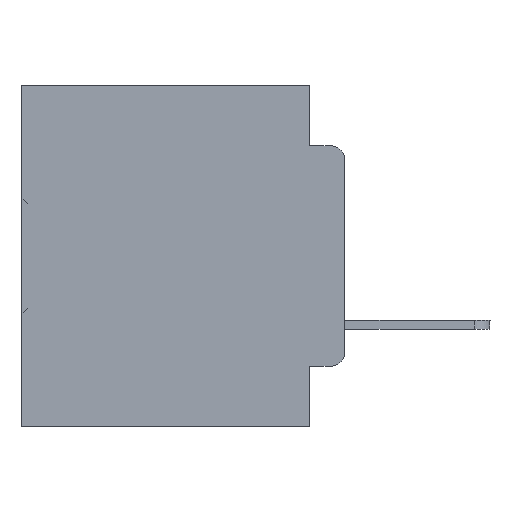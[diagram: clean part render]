
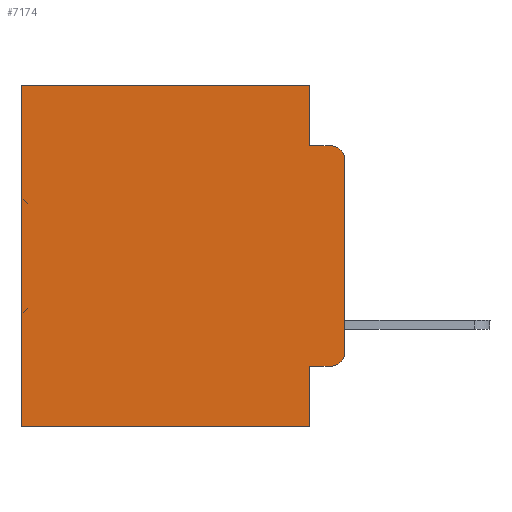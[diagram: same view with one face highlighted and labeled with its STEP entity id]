
A CAD part, left-side view. The second image highlights one B-rep face of the part: STEP entity #7174.
In plain terms, the highlighted planar face has unit normal (-1, 0, 0).
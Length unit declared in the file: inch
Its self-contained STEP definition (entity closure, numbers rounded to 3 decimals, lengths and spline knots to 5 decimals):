
#13 = CIRCLE ( 'NONE', #13044, 0.02 ) ;
#149 = VECTOR ( 'NONE', #26230, 39.37008 ) ;
#176 = ORIENTED_EDGE ( 'NONE', *, *, #5631, .F. ) ;
#1007 = CARTESIAN_POINT ( 'NONE',  ( 0.298, 0.051, -0.4115 ) ) ;
#1428 = CARTESIAN_POINT ( 'NONE',  ( 0.298, 0.02, -0.0885 ) ) ;
#2738 = EDGE_CURVE ( 'NONE', #28584, #16412, #25624, .T. ) ;
#3565 = DIRECTION ( 'NONE',  ( 0., -1., 0. ) ) ;
#3605 = CARTESIAN_POINT ( 'NONE',  ( 0.298, 0.02, -0.3915 ) ) ;
#4053 = LINE ( 'NONE', #1007, #9522 ) ;
#5631 = EDGE_CURVE ( 'NONE', #35782, #36301, #22779, .T. ) ;
#6191 = LINE ( 'NONE', #15915, #31796 ) ;
#6273 = VERTEX_POINT ( 'NONE', #27702 ) ;
#6289 = ORIENTED_EDGE ( 'NONE', *, *, #2738, .T. ) ;
#6902 = EDGE_CURVE ( 'NONE', #31957, #6273, #6191, .T. ) ;
#7174 = ADVANCED_FACE ( 'NONE', ( #8491 ), #25863, .F. ) ;
#7928 = CARTESIAN_POINT ( 'NONE',  ( 0.298, 0., -0.3915 ) ) ;
#8491 = FACE_OUTER_BOUND ( 'NONE', #12313, .T. ) ;
#8614 = DIRECTION ( 'NONE',  ( 0., 0., -1. ) ) ;
#9305 = CARTESIAN_POINT ( 'NONE',  ( 0.298, 0.473, -0.5 ) ) ;
#9430 = CARTESIAN_POINT ( 'NONE',  ( 0.298, 0.051, -0.0885 ) ) ;
#9455 = DIRECTION ( 'NONE',  ( 0., -1., 0. ) ) ;
#9522 = VECTOR ( 'NONE', #9455, 39.37008 ) ;
#9732 = ORIENTED_EDGE ( 'NONE', *, *, #32582, .T. ) ;
#10060 = DIRECTION ( 'NONE',  ( 0., 0., -1. ) ) ;
#10663 = LINE ( 'NONE', #32247, #23402 ) ;
#10920 = CARTESIAN_POINT ( 'NONE',  ( 0.298, 0., -0.5 ) ) ;
#11011 = CARTESIAN_POINT ( 'NONE',  ( 0.298, 0.473, 0. ) ) ;
#11352 = CARTESIAN_POINT ( 'NONE',  ( 0.298, 0., -0.1085 ) ) ;
#11607 = ORIENTED_EDGE ( 'NONE', *, *, #22505, .F. ) ;
#11708 = DIRECTION ( 'NONE',  ( 1., 0., 0. ) ) ;
#12223 = CARTESIAN_POINT ( 'NONE',  ( 0.298, 0.051, -0.0885 ) ) ;
#12313 = EDGE_LOOP ( 'NONE', ( #25011, #33936, #176, #12609, #9732, #14405, #11607, #33979, #17978, #6289 ) ) ;
#12542 = CARTESIAN_POINT ( 'NONE',  ( 0.298, 0., 0. ) ) ;
#12609 = ORIENTED_EDGE ( 'NONE', *, *, #30273, .F. ) ;
#12839 = CARTESIAN_POINT ( 'NONE',  ( 0.298, 0.02, -0.4115 ) ) ;
#13044 = AXIS2_PLACEMENT_3D ( 'NONE', #19418, #31542, #13813 ) ;
#13813 = DIRECTION ( 'NONE',  ( 0., 0., -1. ) ) ;
#14405 = ORIENTED_EDGE ( 'NONE', *, *, #26379, .T. ) ;
#14868 = CARTESIAN_POINT ( 'NONE',  ( 0.298, 0.051, 0. ) ) ;
#15915 = CARTESIAN_POINT ( 'NONE',  ( 0.298, 0.051, 0. ) ) ;
#16388 = VECTOR ( 'NONE', #3565, 39.37008 ) ;
#16412 = VERTEX_POINT ( 'NONE', #7928 ) ;
#16975 = VERTEX_POINT ( 'NONE', #11352 ) ;
#17237 = VECTOR ( 'NONE', #31204, 39.37008 ) ;
#17304 = DIRECTION ( 'NONE',  ( 0., 0., -1. ) ) ;
#17978 = ORIENTED_EDGE ( 'NONE', *, *, #29206, .T. ) ;
#19294 = CARTESIAN_POINT ( 'NONE',  ( 0.298, 0.051, -0.4115 ) ) ;
#19418 = CARTESIAN_POINT ( 'NONE',  ( 0.298, 0.02, -0.1085 ) ) ;
#20882 = EDGE_CURVE ( 'NONE', #16975, #16412, #21380, .T. ) ;
#20932 = DIRECTION ( 'NONE',  ( -1., 0., 0. ) ) ;
#20990 = LINE ( 'NONE', #12542, #36104 ) ;
#21309 = LINE ( 'NONE', #10920, #17237 ) ;
#21380 = LINE ( 'NONE', #30009, #32836 ) ;
#21414 = DIRECTION ( 'NONE',  ( 0., 1., 0. ) ) ;
#21794 = CARTESIAN_POINT ( 'NONE',  ( 0.298, 0.051, 0. ) ) ;
#22505 = EDGE_CURVE ( 'NONE', #6273, #35331, #21309, .T. ) ;
#22779 = LINE ( 'NONE', #9430, #16388 ) ;
#23402 = VECTOR ( 'NONE', #8614, 39.37008 ) ;
#23508 = VERTEX_POINT ( 'NONE', #21794 ) ;
#24387 = DIRECTION ( 'NONE',  ( 0., 0., -1. ) ) ;
#25011 = ORIENTED_EDGE ( 'NONE', *, *, #20882, .F. ) ;
#25624 = CIRCLE ( 'NONE', #33296, 0.02 ) ;
#25863 = PLANE ( 'NONE',  #27220 ) ;
#26230 = DIRECTION ( 'NONE',  ( 0., 0., -1. ) ) ;
#26379 = EDGE_CURVE ( 'NONE', #36397, #35331, #10663, .T. ) ;
#27064 = DIRECTION ( 'NONE',  ( 0., 0., -1. ) ) ;
#27220 = AXIS2_PLACEMENT_3D ( 'NONE', #34688, #11708, #17304 ) ;
#27702 = CARTESIAN_POINT ( 'NONE',  ( 0.298, 0.051, -0.5 ) ) ;
#28584 = VERTEX_POINT ( 'NONE', #12839 ) ;
#29206 = EDGE_CURVE ( 'NONE', #31957, #28584, #4053, .T. ) ;
#30009 = CARTESIAN_POINT ( 'NONE',  ( 0.298, 0., 0. ) ) ;
#30273 = EDGE_CURVE ( 'NONE', #23508, #35782, #31225, .T. ) ;
#31204 = DIRECTION ( 'NONE',  ( 0., 1., 0. ) ) ;
#31225 = LINE ( 'NONE', #14868, #149 ) ;
#31542 = DIRECTION ( 'NONE',  ( -1., 0., 0. ) ) ;
#31796 = VECTOR ( 'NONE', #10060, 39.37008 ) ;
#31957 = VERTEX_POINT ( 'NONE', #19294 ) ;
#32197 = EDGE_CURVE ( 'NONE', #16975, #36301, #13, .T. ) ;
#32247 = CARTESIAN_POINT ( 'NONE',  ( 0.298, 0.473, 0. ) ) ;
#32582 = EDGE_CURVE ( 'NONE', #23508, #36397, #20990, .T. ) ;
#32836 = VECTOR ( 'NONE', #27064, 39.37008 ) ;
#33296 = AXIS2_PLACEMENT_3D ( 'NONE', #3605, #20932, #24387 ) ;
#33936 = ORIENTED_EDGE ( 'NONE', *, *, #32197, .T. ) ;
#33979 = ORIENTED_EDGE ( 'NONE', *, *, #6902, .F. ) ;
#34688 = CARTESIAN_POINT ( 'NONE',  ( 0.298, 0., 0. ) ) ;
#35331 = VERTEX_POINT ( 'NONE', #9305 ) ;
#35782 = VERTEX_POINT ( 'NONE', #12223 ) ;
#36104 = VECTOR ( 'NONE', #21414, 39.37008 ) ;
#36301 = VERTEX_POINT ( 'NONE', #1428 ) ;
#36397 = VERTEX_POINT ( 'NONE', #11011 ) ;
